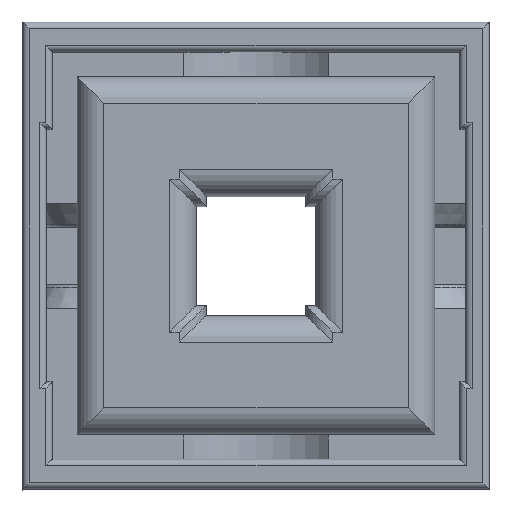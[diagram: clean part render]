
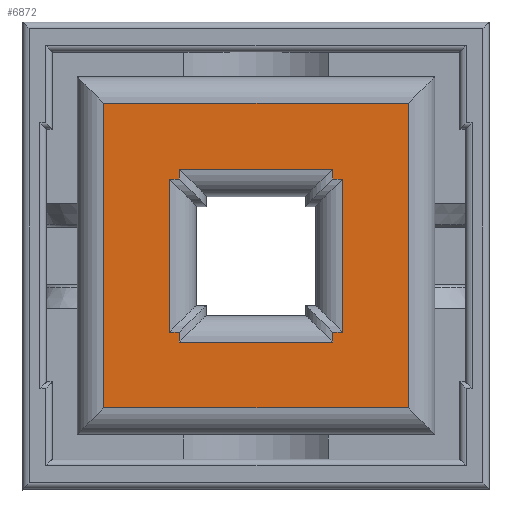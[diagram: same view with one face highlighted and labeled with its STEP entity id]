
A CAD part, top view. The second image highlights one B-rep face of the part: STEP entity #6872.
In plain terms, the highlighted planar face has unit normal (0, 0, 1).
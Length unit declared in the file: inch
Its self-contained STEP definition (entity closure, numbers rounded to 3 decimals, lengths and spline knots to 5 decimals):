
#116=FACE_BOUND('',#857,.T.);
#171=PLANE('',#7319);
#460=FACE_OUTER_BOUND('',#856,.T.);
#856=EDGE_LOOP('',(#5047,#5048,#5049,#5050));
#857=EDGE_LOOP('',(#5051,#5052,#5053,#5054,#5055,#5056,#5057,#5058,#5059,
#5060,#5061,#5062));
#1896=LINE('',#13394,#2356);
#1898=LINE('',#13402,#2358);
#1900=LINE('',#13408,#2360);
#1903=LINE('',#13414,#2363);
#1914=LINE('',#13444,#2374);
#1915=LINE('',#13446,#2375);
#1916=LINE('',#13448,#2376);
#1917=LINE('',#13450,#2377);
#1918=LINE('',#13452,#2378);
#1919=LINE('',#13454,#2379);
#1920=LINE('',#13456,#2380);
#1921=LINE('',#13458,#2381);
#1922=LINE('',#13460,#2382);
#1923=LINE('',#13462,#2383);
#1924=LINE('',#13464,#2384);
#1925=LINE('',#13465,#2385);
#2356=VECTOR('',#8157,0.3937);
#2358=VECTOR('',#8165,0.3937);
#2360=VECTOR('',#8171,0.3937);
#2363=VECTOR('',#8178,0.3937);
#2374=VECTOR('',#8201,0.3937);
#2375=VECTOR('',#8202,0.3937);
#2376=VECTOR('',#8203,0.3937);
#2377=VECTOR('',#8204,0.3937);
#2378=VECTOR('',#8205,0.3937);
#2379=VECTOR('',#8206,0.3937);
#2380=VECTOR('',#8207,0.3937);
#2381=VECTOR('',#8208,0.3937);
#2382=VECTOR('',#8209,0.3937);
#2383=VECTOR('',#8210,0.3937);
#2384=VECTOR('',#8211,0.3937);
#2385=VECTOR('',#8212,0.3937);
#2969=VERTEX_POINT('',#13392);
#2970=VERTEX_POINT('',#13393);
#2973=VERTEX_POINT('',#13401);
#2975=VERTEX_POINT('',#13407);
#2988=VERTEX_POINT('',#13442);
#2989=VERTEX_POINT('',#13443);
#2990=VERTEX_POINT('',#13445);
#2991=VERTEX_POINT('',#13447);
#2992=VERTEX_POINT('',#13449);
#2993=VERTEX_POINT('',#13451);
#2994=VERTEX_POINT('',#13453);
#2995=VERTEX_POINT('',#13455);
#2996=VERTEX_POINT('',#13457);
#2997=VERTEX_POINT('',#13459);
#2998=VERTEX_POINT('',#13461);
#2999=VERTEX_POINT('',#13463);
#3795=EDGE_CURVE('',#2969,#2970,#1896,.T.);
#3799=EDGE_CURVE('',#2970,#2973,#1898,.T.);
#3802=EDGE_CURVE('',#2973,#2975,#1900,.T.);
#3806=EDGE_CURVE('',#2975,#2969,#1903,.T.);
#3820=EDGE_CURVE('',#2988,#2989,#1914,.T.);
#3821=EDGE_CURVE('',#2990,#2988,#1915,.T.);
#3822=EDGE_CURVE('',#2991,#2990,#1916,.T.);
#3823=EDGE_CURVE('',#2992,#2991,#1917,.T.);
#3824=EDGE_CURVE('',#2993,#2992,#1918,.T.);
#3825=EDGE_CURVE('',#2994,#2993,#1919,.T.);
#3826=EDGE_CURVE('',#2995,#2994,#1920,.T.);
#3827=EDGE_CURVE('',#2996,#2995,#1921,.T.);
#3828=EDGE_CURVE('',#2997,#2996,#1922,.T.);
#3829=EDGE_CURVE('',#2998,#2997,#1923,.T.);
#3830=EDGE_CURVE('',#2999,#2998,#1924,.T.);
#3831=EDGE_CURVE('',#2989,#2999,#1925,.T.);
#5047=ORIENTED_EDGE('',*,*,#3795,.F.);
#5048=ORIENTED_EDGE('',*,*,#3806,.F.);
#5049=ORIENTED_EDGE('',*,*,#3802,.F.);
#5050=ORIENTED_EDGE('',*,*,#3799,.F.);
#5051=ORIENTED_EDGE('',*,*,#3820,.F.);
#5052=ORIENTED_EDGE('',*,*,#3821,.F.);
#5053=ORIENTED_EDGE('',*,*,#3822,.F.);
#5054=ORIENTED_EDGE('',*,*,#3823,.F.);
#5055=ORIENTED_EDGE('',*,*,#3824,.F.);
#5056=ORIENTED_EDGE('',*,*,#3825,.F.);
#5057=ORIENTED_EDGE('',*,*,#3826,.F.);
#5058=ORIENTED_EDGE('',*,*,#3827,.F.);
#5059=ORIENTED_EDGE('',*,*,#3828,.F.);
#5060=ORIENTED_EDGE('',*,*,#3829,.F.);
#5061=ORIENTED_EDGE('',*,*,#3830,.F.);
#5062=ORIENTED_EDGE('',*,*,#3831,.F.);
#6872=ADVANCED_FACE('',(#460,#116),#171,.T.);
#7319=AXIS2_PLACEMENT_3D('',#13441,#8199,#8200);
#8157=DIRECTION('',(1.,0.,0.));
#8165=DIRECTION('',(0.,-1.,0.));
#8171=DIRECTION('',(-1.,0.,0.));
#8178=DIRECTION('',(0.,1.,0.));
#8199=DIRECTION('center_axis',(0.,0.,1.));
#8200=DIRECTION('ref_axis',(1.,0.,0.));
#8201=DIRECTION('',(0.,1.,0.));
#8202=DIRECTION('',(1.,0.,0.));
#8203=DIRECTION('',(0.,-1.,0.));
#8204=DIRECTION('',(1.,0.,0.));
#8205=DIRECTION('',(0.,-1.,0.));
#8206=DIRECTION('',(-1.,0.,0.));
#8207=DIRECTION('',(0.,-1.,0.));
#8208=DIRECTION('',(-1.,0.,0.));
#8209=DIRECTION('',(0.,1.,0.));
#8210=DIRECTION('',(-1.,0.,0.));
#8211=DIRECTION('',(0.,1.,0.));
#8212=DIRECTION('',(1.,0.,0.));
#13392=CARTESIAN_POINT('',(-0.5725,0.5725,3.25));
#13393=CARTESIAN_POINT('',(0.5725,0.5725,3.25));
#13394=CARTESIAN_POINT('',(0.33625,0.5725,3.25));
#13401=CARTESIAN_POINT('',(0.5725,-0.5725,3.25));
#13402=CARTESIAN_POINT('',(0.5725,-0.33625,3.25));
#13407=CARTESIAN_POINT('',(-0.5725,-0.5725,3.25));
#13408=CARTESIAN_POINT('',(-0.33625,-0.5725,3.25));
#13414=CARTESIAN_POINT('',(-0.5725,0.33625,3.25));
#13441=CARTESIAN_POINT('Origin',(0.,0.,
3.25));
#13442=CARTESIAN_POINT('',(0.2875,-0.325,3.25));
#13443=CARTESIAN_POINT('',(0.2875,-0.2875,3.25));
#13444=CARTESIAN_POINT('',(0.2875,-0.1125,3.25));
#13445=CARTESIAN_POINT('',(-0.2875,-0.325,3.25));
#13446=CARTESIAN_POINT('',(-0.09375,-0.325,3.25));
#13447=CARTESIAN_POINT('',(-0.2875,-0.2875,3.25));
#13448=CARTESIAN_POINT('',(-0.2875,-0.09375,3.25));
#13449=CARTESIAN_POINT('',(-0.325,-0.2875,3.25));
#13450=CARTESIAN_POINT('',(-0.1125,-0.2875,3.25));
#13451=CARTESIAN_POINT('',(-0.325,0.2875,3.25));
#13452=CARTESIAN_POINT('',(-0.325,0.09375,3.25));
#13453=CARTESIAN_POINT('',(-0.2875,0.2875,3.25));
#13454=CARTESIAN_POINT('',(-0.09375,0.2875,3.25));
#13455=CARTESIAN_POINT('',(-0.2875,0.325,3.25));
#13456=CARTESIAN_POINT('',(-0.2875,0.1125,3.25));
#13457=CARTESIAN_POINT('',(0.2875,0.325,3.25));
#13458=CARTESIAN_POINT('',(0.09375,0.325,3.25));
#13459=CARTESIAN_POINT('',(0.2875,0.2875,3.25));
#13460=CARTESIAN_POINT('',(0.2875,0.09375,3.25));
#13461=CARTESIAN_POINT('',(0.325,0.2875,3.25));
#13462=CARTESIAN_POINT('',(0.1125,0.2875,3.25));
#13463=CARTESIAN_POINT('',(0.325,-0.2875,3.25));
#13464=CARTESIAN_POINT('',(0.325,-0.09375,3.25));
#13465=CARTESIAN_POINT('',(0.09375,-0.2875,3.25));
